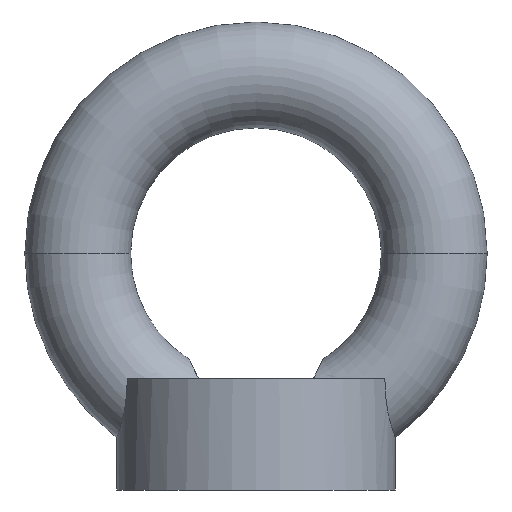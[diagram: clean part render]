
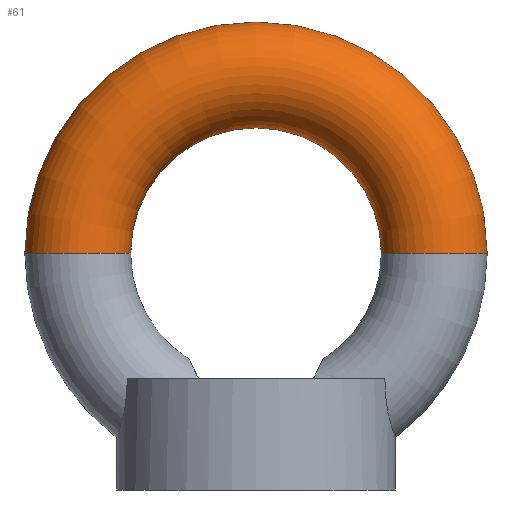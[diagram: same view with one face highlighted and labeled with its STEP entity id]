
A CAD part, front view. The second image highlights one B-rep face of the part: STEP entity #61.
In plain terms, the highlighted toroidal (fillet/blend) face has major radius 64 mm and minor radius 19 mm.
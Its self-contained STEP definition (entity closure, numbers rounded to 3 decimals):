
#61=ADVANCED_FACE('',(#98),#99,.T.);
#98=FACE_OUTER_BOUND('',#141,.T.);
#99=TOROIDAL_SURFACE('',#142,64.0,19.0);
#141=EDGE_LOOP('',(#265,#266,#267,#268));
#142=AXIS2_PLACEMENT_3D('',#269,#270,#271);
#265=ORIENTED_EDGE('',*,*,#325,.T.);
#266=ORIENTED_EDGE('',*,*,#353,.F.);
#267=ORIENTED_EDGE('',*,*,#326,.T.);
#268=ORIENTED_EDGE('',*,*,#354,.F.);
#269=CARTESIAN_POINT('',(0.0,0.,85.0));
#270=DIRECTION('',(0.0,-1.0,0.));
#271=DIRECTION('',(1.0,0.0,0.0));
#325=EDGE_CURVE('',#374,#361,#385,.T.);
#326=EDGE_CURVE('',#364,#382,#386,.T.);
#353=EDGE_CURVE('',#364,#361,#425,.T.);
#354=EDGE_CURVE('',#374,#382,#426,.T.);
#361=VERTEX_POINT('',#435);
#364=VERTEX_POINT('',#438);
#374=VERTEX_POINT('',#507);
#382=VERTEX_POINT('',#574);
#385=CIRCLE('',#577,83.0);
#386=CIRCLE('',#578,45.0);
#425=CIRCLE('',#653,19.0);
#426=CIRCLE('',#654,19.0);
#435=CARTESIAN_POINT('',(-83.0,0.,85.0));
#438=CARTESIAN_POINT('',(-45.0,0.,85.0));
#507=CARTESIAN_POINT('',(83.0,0.,85.0));
#574=CARTESIAN_POINT('',(45.0,0.,85.0));
#577=AXIS2_PLACEMENT_3D('',#773,#774,#775);
#578=AXIS2_PLACEMENT_3D('',#776,#777,#778);
#653=AXIS2_PLACEMENT_3D('',#831,#832,#833);
#654=AXIS2_PLACEMENT_3D('',#834,#835,#836);
#773=CARTESIAN_POINT('',(0.0,0.,85.0));
#774=DIRECTION('',(0.0,-1.0,0.));
#775=DIRECTION('',(0.0,0.,-1.0));
#776=CARTESIAN_POINT('',(0.0,0.,85.0));
#777=DIRECTION('',(-0.0,1.0,0.));
#778=DIRECTION('',(0.0,0.,-1.0));
#831=CARTESIAN_POINT('',(-64.0,0.,85.0));
#832=DIRECTION('',(0.,0.,-1.0));
#833=DIRECTION('',(-1.0,0.,0.));
#834=CARTESIAN_POINT('',(64.0,0.,85.0));
#835=DIRECTION('',(0.,0.,-1.0));
#836=DIRECTION('',(1.0,0.,0.));
